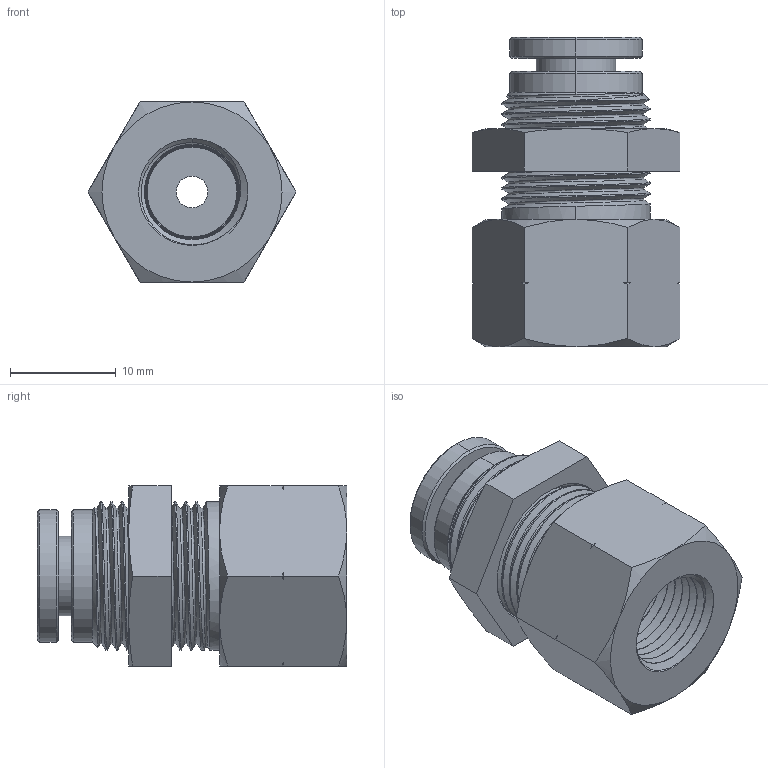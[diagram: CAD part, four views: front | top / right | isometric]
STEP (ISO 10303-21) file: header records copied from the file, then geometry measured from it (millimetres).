
FILE_DESCRIPTION (( 'STEP AP214' ), '1' );
FILE_NAME ('BCS1-4N1-8W.STEP', '2018-07-11T20:24:20', ( '' ), ( '' ), 'SwSTEP 2.0', 'SolidWorks 2016', '' );
FILE_SCHEMA (( 'AUTOMOTIVE_DESIGN' ));
Length unit declared in the file: millimetre
Products named in the file (1): BCS1-4N1-8W
Bounding box: 19.63 x 29.21 x 17 mm (x, y, z)
Volume: 4245.8 mm3; surface area: 5172.7 mm2
Topology: 7 solids, 7 shells, 421 faces, 1348 edges, 946 vertices
Faces by surface type: cone 165, plane 123, cylinder 89, bspline 42, torus 2
Entity records: 28686 total; most frequent: CARTESIAN_POINT 13200, ORIENTED_EDGE 2696, DIRECTION 1717, EDGE_CURVE 1348, VERTEX_POINT 946, AXIS2_PLACEMENT_3D 706, B_SPLINE_CURVE_WITH_KNOTS 702, EDGE_LOOP 440
